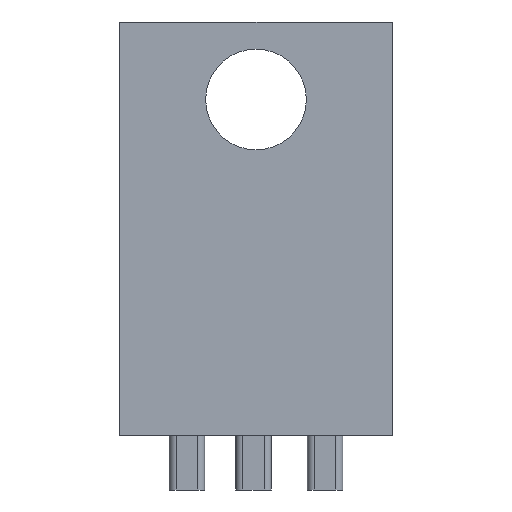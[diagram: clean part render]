
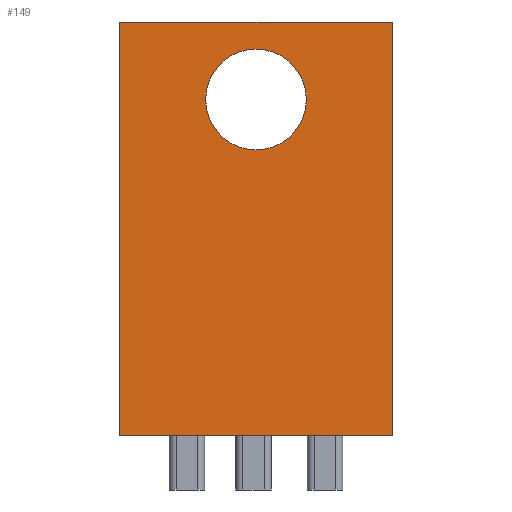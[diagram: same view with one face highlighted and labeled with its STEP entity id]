
A CAD part, front view. The second image highlights one B-rep face of the part: STEP entity #149.
In plain terms, the highlighted planar face has unit normal (0, -1, 0).
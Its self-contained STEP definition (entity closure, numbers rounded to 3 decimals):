
#55 = EDGE_CURVE ( 'NONE', #464, #605, #1010, .T. ) ;
#56 = EDGE_CURVE ( 'NONE', #516, #608, #1011, .T. ) ;
#135 = EDGE_CURVE ( 'NONE', #605, #608, #1062, .T. ) ;
#149 = ADVANCED_FACE ( 'NONE', ( #1094, #1095 ), #2707, .F. ) ;
#347 = VECTOR ( 'NONE', #4011, 1000. ) ;
#351 = VECTOR ( 'NONE', #3983, 1000. ) ;
#464 = VERTEX_POINT ( 'NONE', #2473 ) ;
#482 = VERTEX_POINT ( 'NONE', #2355 ) ;
#490 = VERTEX_POINT ( 'NONE', #2368 ) ;
#516 = VERTEX_POINT ( 'NONE', #2287 ) ;
#605 = VERTEX_POINT ( 'NONE', #2346 ) ;
#608 = VERTEX_POINT ( 'NONE', #2340 ) ;
#756 = EDGE_LOOP ( 'NONE', ( #935, #932, #931, #930 ) ) ;
#759 = EDGE_LOOP ( 'NONE', ( #929, #936 ) ) ;
#810 = AXIS2_PLACEMENT_3D ( 'NONE', #2706, #2705, #2703 ) ;
#850 = CIRCLE ( 'NONE', #3216, 1.85 ) ;
#929 = ORIENTED_EDGE ( 'NONE', *, *, #3312, .F. ) ;
#930 = ORIENTED_EDGE ( 'NONE', *, *, #55, .T. ) ;
#931 = ORIENTED_EDGE ( 'NONE', *, *, #3311, .F. ) ;
#932 = ORIENTED_EDGE ( 'NONE', *, *, #56, .F. ) ;
#935 = ORIENTED_EDGE ( 'NONE', *, *, #135, .T. ) ;
#936 = ORIENTED_EDGE ( 'NONE', *, *, #3327, .F. ) ;
#1010 = LINE ( 'NONE', #4010, #347 ) ;
#1011 = LINE ( 'NONE', #3997, #351 ) ;
#1062 = LINE ( 'NONE', #2476, #3207 ) ;
#1094 = FACE_BOUND ( 'NONE', #759, .T. ) ;
#1095 = FACE_OUTER_BOUND ( 'NONE', #756, .T. ) ;
#1163 = LINE ( 'NONE', #1281, #3215 ) ;
#1281 = CARTESIAN_POINT ( 'NONE',  ( 0., 0., 15.2 ) ) ;
#1282 = DIRECTION ( 'NONE',  ( 1., 0., 0. ) ) ;
#1283 = CARTESIAN_POINT ( 'NONE',  ( 5., 0., 12.35 ) ) ;
#1284 = DIRECTION ( 'NONE',  ( 0., -1., 0. ) ) ;
#1285 = DIRECTION ( 'NONE',  ( 0., 0., -1. ) ) ;
#1321 = CARTESIAN_POINT ( 'NONE',  ( 5., 0., 12.35 ) ) ;
#1322 = DIRECTION ( 'NONE',  ( 0., -1., 0. ) ) ;
#1323 = DIRECTION ( 'NONE',  ( 0., 0., -1. ) ) ;
#2287 = CARTESIAN_POINT ( 'NONE',  ( 10., 0., 15.2 ) ) ;
#2340 = CARTESIAN_POINT ( 'NONE',  ( 10., 0., 0. ) ) ;
#2346 = CARTESIAN_POINT ( 'NONE',  ( 0., 0., 0. ) ) ;
#2355 = CARTESIAN_POINT ( 'NONE',  ( 5., 0., 10.5 ) ) ;
#2368 = CARTESIAN_POINT ( 'NONE',  ( 5., 0., 14.2 ) ) ;
#2473 = CARTESIAN_POINT ( 'NONE',  ( 0., 0., 15.2 ) ) ;
#2476 = CARTESIAN_POINT ( 'NONE',  ( 0., 0., 0. ) ) ;
#2545 = DIRECTION ( 'NONE',  ( 1., 0., 0. ) ) ;
#2703 = DIRECTION ( 'NONE',  ( 0., 0., 1. ) ) ;
#2705 = DIRECTION ( 'NONE',  ( 0., 1., 0. ) ) ;
#2706 = CARTESIAN_POINT ( 'NONE',  ( 0., 0., 15.2 ) ) ;
#2707 = PLANE ( 'NONE',  #810 ) ;
#3207 = VECTOR ( 'NONE', #2545, 1000. ) ;
#3215 = VECTOR ( 'NONE', #1282, 1000. ) ;
#3216 = AXIS2_PLACEMENT_3D ( 'NONE', #1283, #1284, #1285 ) ;
#3224 = CIRCLE ( 'NONE', #3239, 1.85 ) ;
#3239 = AXIS2_PLACEMENT_3D ( 'NONE', #1321, #1322, #1323 ) ;
#3311 = EDGE_CURVE ( 'NONE', #464, #516, #1163, .T. ) ;
#3312 = EDGE_CURVE ( 'NONE', #482, #490, #850, .T. ) ;
#3327 = EDGE_CURVE ( 'NONE', #490, #482, #3224, .T. ) ;
#3983 = DIRECTION ( 'NONE',  ( 0., 0., -1. ) ) ;
#3997 = CARTESIAN_POINT ( 'NONE',  ( 10., 0., 15.2 ) ) ;
#4010 = CARTESIAN_POINT ( 'NONE',  ( 0., 0., 15.2 ) ) ;
#4011 = DIRECTION ( 'NONE',  ( 0., 0., -1. ) ) ;
